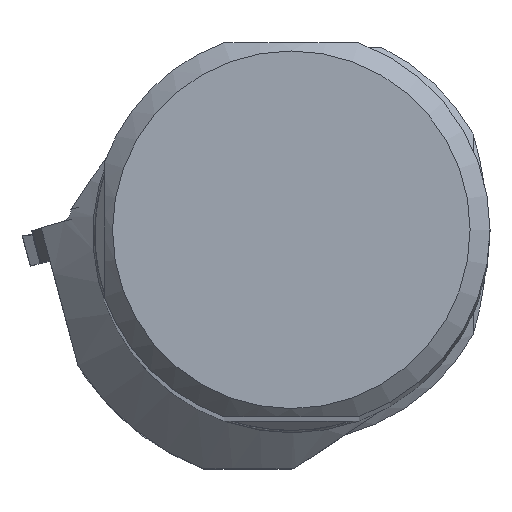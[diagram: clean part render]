
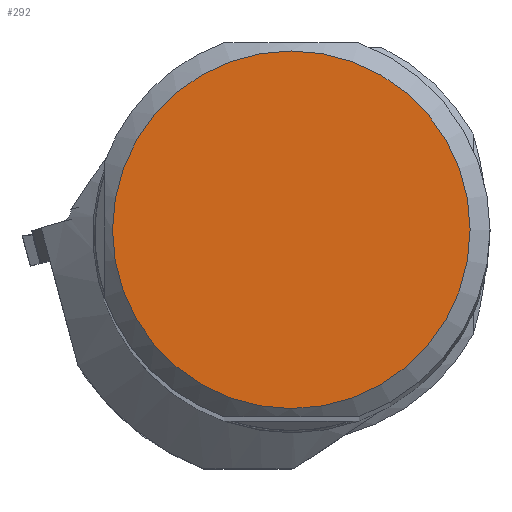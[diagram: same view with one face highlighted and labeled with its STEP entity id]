
A CAD part, top view. The second image highlights one B-rep face of the part: STEP entity #292.
In plain terms, the highlighted planar face has unit normal (0, 0, 1).
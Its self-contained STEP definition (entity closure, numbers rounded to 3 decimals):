
#181=PLANE('',#1962);
#292=ADVANCED_FACE('',(#403),#181,.T.);
#403=FACE_OUTER_BOUND('',#496,.T.);
#496=EDGE_LOOP('',(#924));
#556=CIRCLE('',#1961,22.489);
#924=ORIENTED_EDGE('',*,*,#1432,.T.);
#1208=VERTEX_POINT('',#3189);
#1432=EDGE_CURVE('',#1208,#1208,#556,.T.);
#1961=AXIS2_PLACEMENT_3D('',#3188,#2389,#2390);
#1962=AXIS2_PLACEMENT_3D('',#3190,#2391,#2392);
#2389=DIRECTION('',(0.,0.,1.));
#2390=DIRECTION('',(1.,0.,0.));
#2391=DIRECTION('',(0.,0.,1.));
#2392=DIRECTION('',(1.,0.,0.));
#3188=CARTESIAN_POINT('',(0.,0.,0.));
#3189=CARTESIAN_POINT('',(22.489,0.,0.));
#3190=CARTESIAN_POINT('',(0.,0.,
0.));
